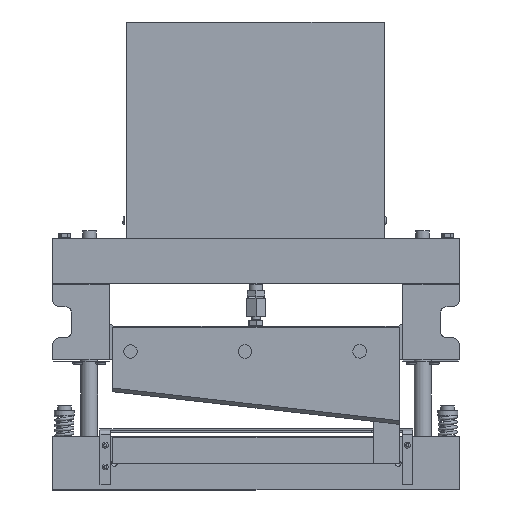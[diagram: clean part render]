
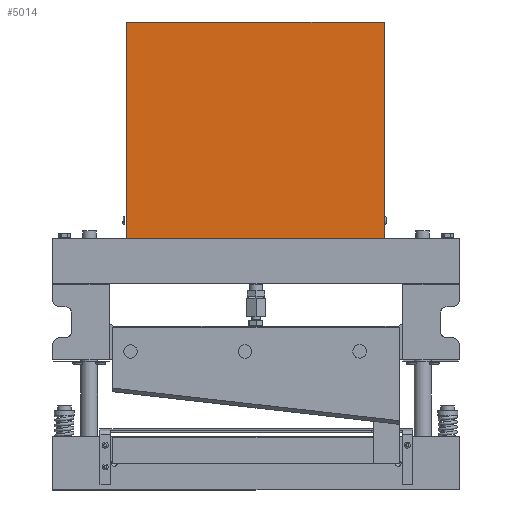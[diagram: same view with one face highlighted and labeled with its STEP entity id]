
A CAD part, top view. The second image highlights one B-rep face of the part: STEP entity #5014.
In plain terms, the highlighted planar face has unit normal (0, 0, 1).
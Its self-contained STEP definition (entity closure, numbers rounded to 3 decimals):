
#685=FACE_OUTER_BOUND('',#1021,.T.);
#1021=EDGE_LOOP('',(#4268,#4269,#4270,#4271));
#1472=LINE('',#40386,#1934);
#1474=LINE('',#40392,#1936);
#1483=LINE('',#40412,#1945);
#1484=LINE('',#40413,#1946);
#1934=VECTOR('',#7083,8.167);
#1936=VECTOR('',#7087,8.167);
#1945=VECTOR('',#7104,9.744);
#1946=VECTOR('',#7105,9.744);
#2475=VERTEX_POINT('',#40379);
#2478=VERTEX_POINT('',#40384);
#2480=VERTEX_POINT('',#40389);
#2481=VERTEX_POINT('',#40391);
#3174=EDGE_CURVE('',#2478,#2475,#1472,.T.);
#3176=EDGE_CURVE('',#2481,#2480,#1474,.T.);
#3187=EDGE_CURVE('',#2481,#2478,#1483,.T.);
#3188=EDGE_CURVE('',#2480,#2475,#1484,.T.);
#4268=ORIENTED_EDGE('',*,*,#3187,.F.);
#4269=ORIENTED_EDGE('',*,*,#3176,.T.);
#4270=ORIENTED_EDGE('',*,*,#3188,.T.);
#4271=ORIENTED_EDGE('',*,*,#3174,.F.);
#4454=PLANE('',#5688);
#5014=ADVANCED_FACE('',(#685),#4454,.T.);
#5688=AXIS2_PLACEMENT_3D('',#40411,#7102,#7103);
#7083=DIRECTION('',(0.,1.,0.));
#7087=DIRECTION('',(0.,1.,0.));
#7102=DIRECTION('center_axis',(0.,0.,
1.));
#7103=DIRECTION('ref_axis',(0.,-1.,0.));
#7104=DIRECTION('',(-1.,0.,0.));
#7105=DIRECTION('',(-1.,0.,0.));
#40379=CARTESIAN_POINT('',(-12.575,17.68,2.5));
#40384=CARTESIAN_POINT('',(-12.575,9.513,2.5));
#40386=CARTESIAN_POINT('',(-12.575,9.513,2.5));
#40389=CARTESIAN_POINT('',(-2.831,17.68,2.5));
#40391=CARTESIAN_POINT('',(-2.831,9.513,2.5));
#40392=CARTESIAN_POINT('',(-2.831,9.513,2.5));
#40411=CARTESIAN_POINT('Origin',(-2.831,9.513,2.5));
#40412=CARTESIAN_POINT('',(-2.831,9.513,2.5));
#40413=CARTESIAN_POINT('',(-2.831,17.68,2.5));
